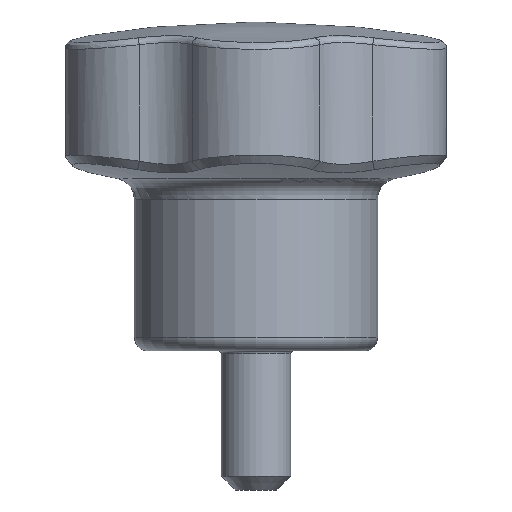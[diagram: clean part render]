
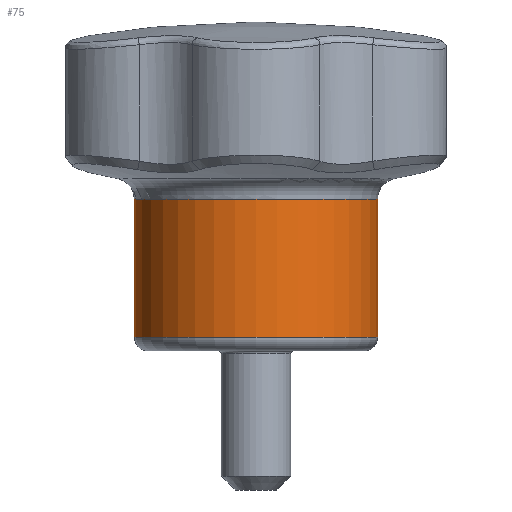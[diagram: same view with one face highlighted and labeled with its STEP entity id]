
A CAD part, front view. The second image highlights one B-rep face of the part: STEP entity #75.
In plain terms, the highlighted cylindrical face has radius 8.75 mm (diameter 17.5 mm), a full revolution.
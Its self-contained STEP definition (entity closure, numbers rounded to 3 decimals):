
#75 = ADVANCED_FACE( '', ( #192, #193 ), #194, .T. );
#192 = FACE_OUTER_BOUND( '', #392, .T. );
#193 = FACE_OUTER_BOUND( '', #393, .T. );
#194 = CYLINDRICAL_SURFACE( '', #394, 8.75 );
#392 = EDGE_LOOP( '', ( #3190 ) );
#393 = EDGE_LOOP( '', ( #3191 ) );
#394 = AXIS2_PLACEMENT_3D( '', #3192, #3193, #3194 );
#3190 = ORIENTED_EDGE( '', *, *, #3501, .T. );
#3191 = ORIENTED_EDGE( '', *, *, #3502, .T. );
#3192 = CARTESIAN_POINT( '', ( 0., 0., 23.65 ) );
#3193 = DIRECTION( '', ( 0., 0., -1. ) );
#3194 = DIRECTION( '', ( 1., 0., 0. ) );
#3501 = EDGE_CURVE( '', #3658, #3658, #3659, .T. );
#3502 = EDGE_CURVE( '', #3660, #3660, #3661, .F. );
#3658 = VERTEX_POINT( '', #4096 );
#3659 = CIRCLE( '', #4097, 8.75 );
#3660 = VERTEX_POINT( '', #4098 );
#3661 = CIRCLE( '', #4099, 8.75 );
#4096 = CARTESIAN_POINT( '', ( 8.75, 0., 1. ) );
#4097 = AXIS2_PLACEMENT_3D( '', #5840, #5841, #5842 );
#4098 = CARTESIAN_POINT( '', ( 8.75, 0., 10.917 ) );
#4099 = AXIS2_PLACEMENT_3D( '', #5843, #5844, #5845 );
#5840 = CARTESIAN_POINT( '', ( 0., 0., 1. ) );
#5841 = DIRECTION( '', ( 0., 0., 1. ) );
#5842 = DIRECTION( '', ( 1., 0., 0. ) );
#5843 = CARTESIAN_POINT( '', ( 0., 0., 10.917 ) );
#5844 = DIRECTION( '', ( 0., 0., 1. ) );
#5845 = DIRECTION( '', ( 1., 0., 0. ) );
